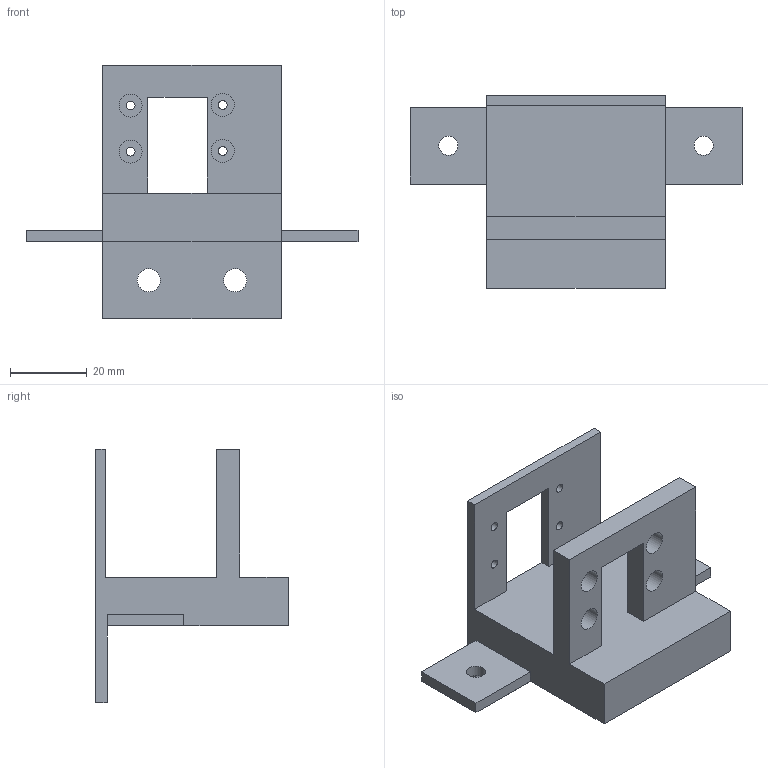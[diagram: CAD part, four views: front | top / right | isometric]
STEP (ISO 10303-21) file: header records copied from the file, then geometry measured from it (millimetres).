
FILE_DESCRIPTION(/* description */ ('STEP AP242','CAx-IF Rec.Pracs.---Representation and Presentation of Product Manufacturing Information (PMI)---4.0---2014-10-13','CAx-IF Rec.Pracs.---3D Tessellated Geometry---0.4---2014-09-14','2;1'),/* implementation_level */ '2;1');
FILE_NAME(/* name */ '639be32615990649025331ad',/* time_stamp */ '2022-12-16T03:16:55+00:00',/* author */ (''),/* organization */ (''),/* preprocessor_version */ 'ST-DEVELOPER v18.102',/* originating_system */ ' ',/* authorisation */ ' ');
FILE_SCHEMA (('AP242_MANAGED_MODEL_BASED_3D_ENGINEERING_MIM_LF { 1 0 10303 442 1 1 4 }'));
Length unit declared in the file: metre
Products named in the file (1): Part 1
Bounding box: 86.5 x 50.2 x 66 mm (x, y, z)
Volume: 43840.8 mm3; surface area: 17247.3 mm2
Topology: 1 solids, 1 shells, 47 faces, 140 edges, 96 vertices
Faces by surface type: plane 31, cylinder 16
Full cylindrical faces by diameter (mm): 2.3 x8, 5 x2, 6 x6
Entity records: 1498 total; most frequent: CARTESIAN_POINT 248, DIRECTION 242, ORIENTED_EDGE 228, EDGE_CURVE 114, EDGE_LOOP 92, FACE_BOUND 92, VERTEX_POINT 86, LINE 82
